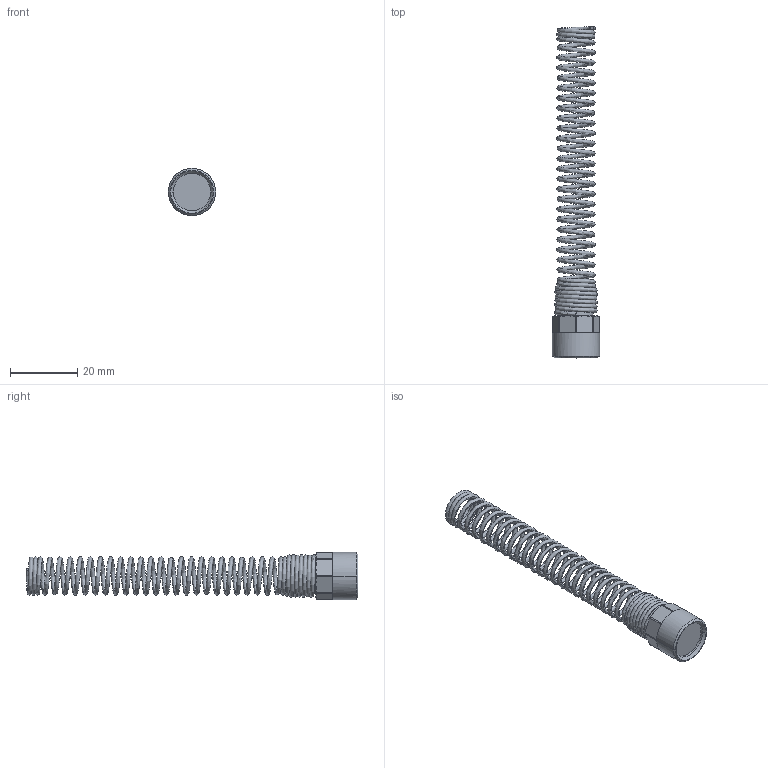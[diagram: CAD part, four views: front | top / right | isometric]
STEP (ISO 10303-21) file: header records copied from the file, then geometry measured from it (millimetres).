
FILE_DESCRIPTION (( 'STEP AP214' ), '1' );
FILE_NAME ('0171000002.step', '2012-09-28T13:28:06', ( '' ), ( '' ), 'SwSTEP 2.0', 'SolidWorks 2012', '' );
FILE_SCHEMA (( 'AUTOMOTIVE_DESIGN' ));
Length unit declared in the file: millimetre
Products named in the file (1): 0171000002
Bounding box: 14 x 98.5 x 14 mm (x, y, z)
Volume: 3583.6 mm3; surface area: 5587 mm2
Topology: 2 solids, 2 shells, 64 faces, 150 edges, 95 vertices
Faces by surface type: cylinder 25, cone 18, plane 17, bspline 4
Entity records: 18999 total; most frequent: CARTESIAN_POINT 16887, ORIENTED_EDGE 300, DIRECTION 260, EDGE_CURVE 150, AXIS2_PLACEMENT_3D 105, VERTEX_POINT 95, EDGE_LOOP 69, UNCERTAINTY_MEASURE_WITH_UNIT 68
